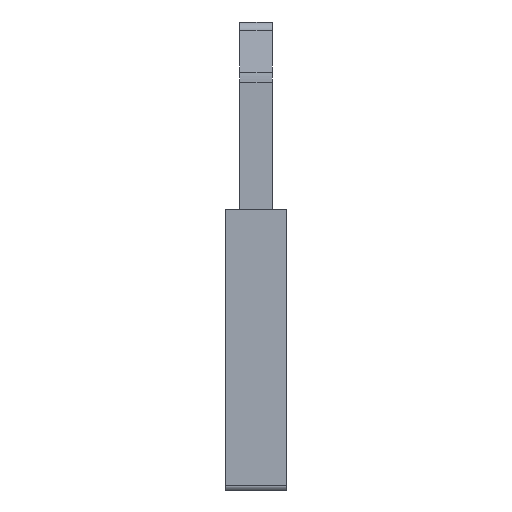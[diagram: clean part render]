
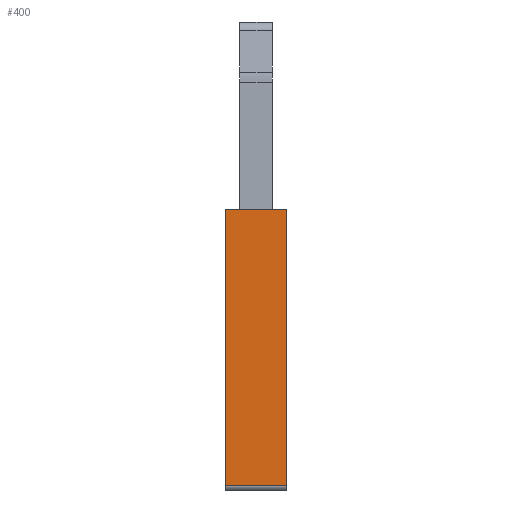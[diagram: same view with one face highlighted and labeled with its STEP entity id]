
A CAD part, left-side view. The second image highlights one B-rep face of the part: STEP entity #400.
In plain terms, the highlighted planar face has unit normal (-1, 0, 0).
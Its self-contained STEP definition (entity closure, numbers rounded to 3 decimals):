
#400 = ADVANCED_FACE( '', ( #844 ), #845, .T. );
#844 = FACE_OUTER_BOUND( '', #1323, .T. );
#845 = PLANE( '', #1324 );
#1323 = EDGE_LOOP( '', ( #2535, #2536, #2537, #2538 ) );
#1324 = AXIS2_PLACEMENT_3D( '', #2539, #2540, #2541 );
#2535 = ORIENTED_EDGE( '', *, *, #3308, .F. );
#2536 = ORIENTED_EDGE( '', *, *, #3438, .F. );
#2537 = ORIENTED_EDGE( '', *, *, #3251, .T. );
#2538 = ORIENTED_EDGE( '', *, *, #2991, .T. );
#2539 = CARTESIAN_POINT( '', ( -33.231, 3., -10.328 ) );
#2540 = DIRECTION( '', ( -1., 0., 0. ) );
#2541 = DIRECTION( '', ( 0., 0., 1. ) );
#2991 = EDGE_CURVE( '', #3625, #3622, #3626, .T. );
#3251 = EDGE_CURVE( '', #4048, #3625, #4049, .T. );
#3308 = EDGE_CURVE( '', #4139, #3622, #4141, .T. );
#3438 = EDGE_CURVE( '', #4048, #4139, #4301, .T. );
#3622 = VERTEX_POINT( '', #4534 );
#3625 = VERTEX_POINT( '', #4537 );
#3626 = LINE( '', #4538, #4539 );
#4048 = VERTEX_POINT( '', #5118 );
#4049 = LINE( '', #5119, #5120 );
#4139 = VERTEX_POINT( '', #5258 );
#4141 = LINE( '', #5261, #5262 );
#4301 = LINE( '', #5491, #5492 );
#4534 = CARTESIAN_POINT( '', ( -33.231, 0., -23.528 ) );
#4537 = CARTESIAN_POINT( '', ( -33.231, 3., -23.528 ) );
#4538 = CARTESIAN_POINT( '', ( -33.231, 3., -23.528 ) );
#4539 = VECTOR( '', #5644, 1000. );
#5118 = CARTESIAN_POINT( '', ( -33.231, 3., -9.928 ) );
#5119 = CARTESIAN_POINT( '', ( -33.231, 3., -10.328 ) );
#5120 = VECTOR( '', #5955, 1000. );
#5258 = CARTESIAN_POINT( '', ( -33.231, 0., -9.928 ) );
#5261 = CARTESIAN_POINT( '', ( -33.231, 0., -10.328 ) );
#5262 = VECTOR( '', #6014, 1000. );
#5491 = CARTESIAN_POINT( '', ( -33.231, 3., -9.928 ) );
#5492 = VECTOR( '', #6132, 1000. );
#5644 = DIRECTION( '', ( 0., -1., 0. ) );
#5955 = DIRECTION( '', ( 0., 0., -1. ) );
#6014 = DIRECTION( '', ( 0., 0., -1. ) );
#6132 = DIRECTION( '', ( 0., -1., 0. ) );
